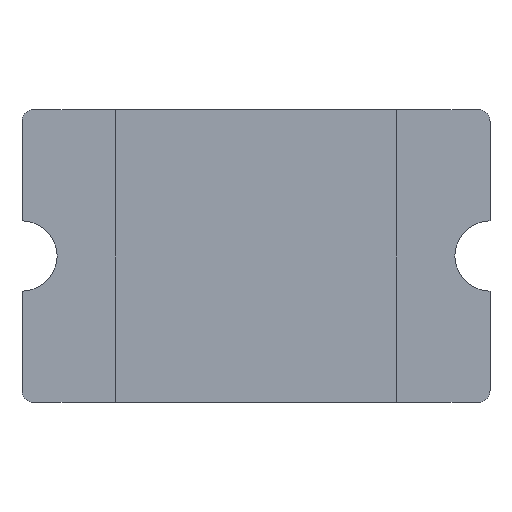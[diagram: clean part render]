
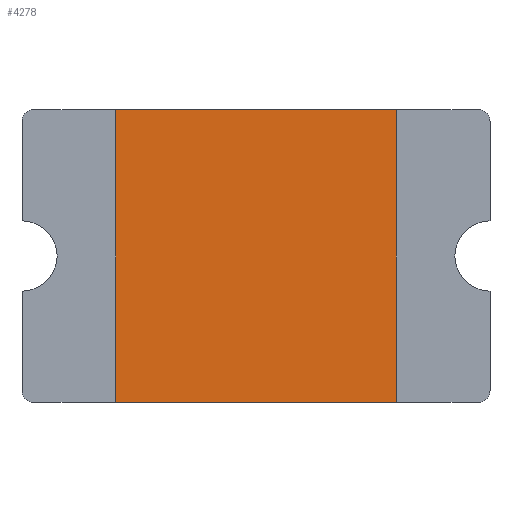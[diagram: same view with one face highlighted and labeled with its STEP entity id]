
A CAD part, front view. The second image highlights one B-rep face of the part: STEP entity #4278.
In plain terms, the highlighted planar face has unit normal (0, -1, 0).
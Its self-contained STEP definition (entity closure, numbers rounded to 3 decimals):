
#36 = LINE ( 'NONE', #2695, #2671 ) ;
#56 = VECTOR ( 'NONE', #3955, 1000. ) ;
#239 = DIRECTION ( 'NONE',  ( 0., 0., -1. ) ) ;
#319 = DIRECTION ( 'NONE',  ( 1., 0., 0. ) ) ;
#503 = DIRECTION ( 'NONE',  ( 0., 0., -1. ) ) ;
#562 = EDGE_CURVE ( 'NONE', #2973, #4105, #3112, .T. ) ;
#652 = LINE ( 'NONE', #4984, #4554 ) ;
#1037 = CARTESIAN_POINT ( 'NONE',  ( 0.6, 0., 0.625 ) ) ;
#1079 = LINE ( 'NONE', #2785, #56 ) ;
#1207 = CARTESIAN_POINT ( 'NONE',  ( 0.6, 0., 0.625 ) ) ;
#1514 = DIRECTION ( 'NONE',  ( 0., 0., -1. ) ) ;
#1655 = CARTESIAN_POINT ( 'NONE',  ( -0.6, 0., 0.625 ) ) ;
#1951 = DIRECTION ( 'NONE',  ( 0., -1., 0. ) ) ;
#2041 = VERTEX_POINT ( 'NONE', #1655 ) ;
#2077 = VECTOR ( 'NONE', #239, 1000. ) ;
#2101 = ORIENTED_EDGE ( 'NONE', *, *, #562, .F. ) ;
#2104 = CARTESIAN_POINT ( 'NONE',  ( -0.6, 0., -0.625 ) ) ;
#2105 = ORIENTED_EDGE ( 'NONE', *, *, #4486, .T. ) ;
#2189 = EDGE_CURVE ( 'NONE', #4105, #2277, #1079, .T. ) ;
#2277 = VERTEX_POINT ( 'NONE', #2104 ) ;
#2491 = EDGE_CURVE ( 'NONE', #2041, #2973, #652, .T. ) ;
#2671 = VECTOR ( 'NONE', #1514, 1000. ) ;
#2695 = CARTESIAN_POINT ( 'NONE',  ( -0.6, 0., -0.605 ) ) ;
#2785 = CARTESIAN_POINT ( 'NONE',  ( -0.95, 0., -0.625 ) ) ;
#2973 = VERTEX_POINT ( 'NONE', #1207 ) ;
#3112 = LINE ( 'NONE', #1037, #2077 ) ;
#3467 = FACE_OUTER_BOUND ( 'NONE', #4535, .T. ) ;
#3730 = AXIS2_PLACEMENT_3D ( 'NONE', #4289, #1951, #503 ) ;
#3766 = ORIENTED_EDGE ( 'NONE', *, *, #2189, .F. ) ;
#3806 = CARTESIAN_POINT ( 'NONE',  ( 0.6, 0., -0.625 ) ) ;
#3955 = DIRECTION ( 'NONE',  ( -1., 0., 0. ) ) ;
#4105 = VERTEX_POINT ( 'NONE', #3806 ) ;
#4278 = ADVANCED_FACE ( 'NONE', ( #3467 ), #5082, .T. ) ;
#4289 = CARTESIAN_POINT ( 'NONE',  ( -0.95, 0., -0.575 ) ) ;
#4486 = EDGE_CURVE ( 'NONE', #2041, #2277, #36, .T. ) ;
#4535 = EDGE_LOOP ( 'NONE', ( #3766, #2101, #4771, #2105 ) ) ;
#4554 = VECTOR ( 'NONE', #319, 1000. ) ;
#4771 = ORIENTED_EDGE ( 'NONE', *, *, #2491, .F. ) ;
#4984 = CARTESIAN_POINT ( 'NONE',  ( -0.95, 0., 0.625 ) ) ;
#5082 = PLANE ( 'NONE',  #3730 ) ;
